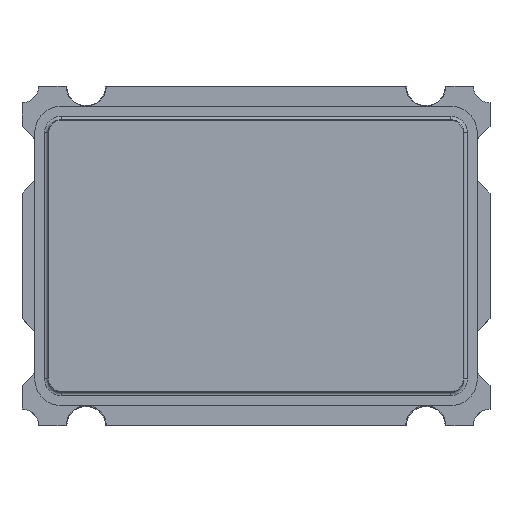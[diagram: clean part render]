
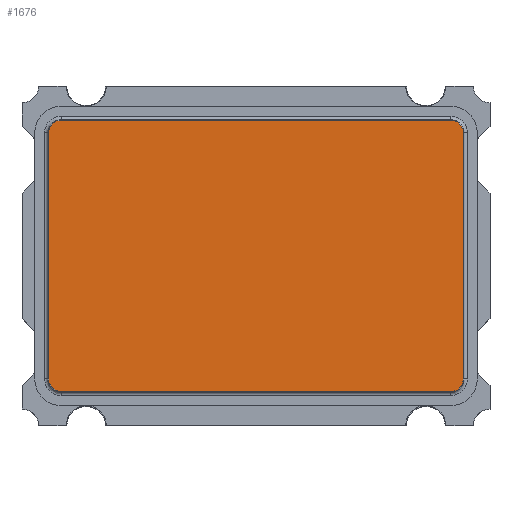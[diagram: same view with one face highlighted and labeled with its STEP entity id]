
A CAD part, top view. The second image highlights one B-rep face of the part: STEP entity #1676.
In plain terms, the highlighted planar face has unit normal (0, 0, 1).
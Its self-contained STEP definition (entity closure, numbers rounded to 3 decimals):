
#3 = CARTESIAN_POINT ( 'NONE',  ( 0.4, 0.7, 1.8 ) ) ;
#35 = EDGE_CURVE ( 'NONE', #3315, #2124, #4312, .T. ) ;
#54 = CARTESIAN_POINT ( 'NONE',  ( 0.39, 0.5, 1.8 ) ) ;
#56 = ORIENTED_EDGE ( 'NONE', *, *, #35, .F. ) ;
#107 = CARTESIAN_POINT ( 'NONE',  ( 0.4, 4.491, 1.8 ) ) ;
#119 = VERTEX_POINT ( 'NONE', #3513 ) ;
#162 = VERTEX_POINT ( 'NONE', #1254 ) ;
#249 = EDGE_CURVE ( 'NONE', #2124, #119, #4569, .T. ) ;
#260 = CARTESIAN_POINT ( 'NONE',  ( 6.6, 4.38, 1.8 ) ) ;
#363 = ORIENTED_EDGE ( 'NONE', *, *, #5236, .F. ) ;
#370 = DIRECTION ( 'NONE',  ( 1., 0., 0. ) ) ;
#409 = VECTOR ( 'NONE', #2473, 1000. ) ;
#420 =( BOUNDED_CURVE ( )  B_SPLINE_CURVE ( 3, ( #5042, #107, #503, #5105 ),
 .UNSPECIFIED., .F., .F. ) 
 B_SPLINE_CURVE_WITH_KNOTS ( ( 4, 4 ),
 ( 0., 1. ),
 .UNSPECIFIED. ) 
 CURVE ( )  GEOMETRIC_REPRESENTATION_ITEM ( )  RATIONAL_B_SPLINE_CURVE ( ( 1., 0.805, 0.805, 1. ) ) 
 REPRESENTATION_ITEM ( '' )  );
#465 = ORIENTED_EDGE ( 'NONE', *, *, #249, .F. ) ;
#503 = CARTESIAN_POINT ( 'NONE',  ( 0.479, 4.57, 1.8 ) ) ;
#656 = EDGE_CURVE ( 'NONE', #1464, #1013, #4852, .T. ) ;
#694 = CARTESIAN_POINT ( 'NONE',  ( 6.41, 4.57, 1.8 ) ) ;
#705 = CARTESIAN_POINT ( 'NONE',  ( 6.6, 4.38, 1.8 ) ) ;
#850 = EDGE_CURVE ( 'NONE', #162, #2185, #2618, .T. ) ;
#885 = DIRECTION ( 'NONE',  ( 1., 0., 0. ) ) ;
#921 = EDGE_LOOP ( 'NONE', ( #465, #56, #1111, #1519, #1529, #2617, #1334, #363 ) ) ;
#1013 = VERTEX_POINT ( 'NONE', #2973 ) ;
#1079 = CARTESIAN_POINT ( 'NONE',  ( 6.6, 4.38, 1.8 ) ) ;
#1111 = ORIENTED_EDGE ( 'NONE', *, *, #2298, .F. ) ;
#1192 = CARTESIAN_POINT ( 'NONE',  ( 0.479, 0.51, 1.8 ) ) ;
#1228 = DIRECTION ( 'NONE',  ( -1., 0., 0. ) ) ;
#1254 = CARTESIAN_POINT ( 'NONE',  ( 0.59, 4.57, 1.8 ) ) ;
#1334 = ORIENTED_EDGE ( 'NONE', *, *, #850, .F. ) ;
#1348 = CARTESIAN_POINT ( 'NONE',  ( 6.41, 0.51, 1.8 ) ) ;
#1464 = VERTEX_POINT ( 'NONE', #1079 ) ;
#1519 = ORIENTED_EDGE ( 'NONE', *, *, #2944, .T. ) ;
#1529 = ORIENTED_EDGE ( 'NONE', *, *, #656, .F. ) ;
#1555 = CARTESIAN_POINT ( 'NONE',  ( 0.59, 4.57, 1.8 ) ) ;
#1556 = CARTESIAN_POINT ( 'NONE',  ( 6.581, 0.602, 1.8 ) ) ;
#1585 = CARTESIAN_POINT ( 'NONE',  ( 0.4, 0.589, 1.8 ) ) ;
#1676 = ADVANCED_FACE ( 'NONE', ( #2193 ), #2083, .T. ) ;
#2026 = CARTESIAN_POINT ( 'NONE',  ( 6.41, 0.51, 1.8 ) ) ;
#2083 = PLANE ( 'NONE',  #2373 ) ;
#2102 = DIRECTION ( 'NONE',  ( 0., 0., 1. ) ) ;
#2119 =( BOUNDED_CURVE ( )  B_SPLINE_CURVE ( 3, ( #694, #3971, #5260, #260 ),
 .UNSPECIFIED., .F., .F. ) 
 B_SPLINE_CURVE_WITH_KNOTS ( ( 4, 4 ),
 ( 0., 1. ),
 .UNSPECIFIED. ) 
 CURVE ( )  GEOMETRIC_REPRESENTATION_ITEM ( )  RATIONAL_B_SPLINE_CURVE ( ( 1., 0.805, 0.805, 1. ) ) 
 REPRESENTATION_ITEM ( '' )  );
#2124 = VERTEX_POINT ( 'NONE', #4032 ) ;
#2185 = VERTEX_POINT ( 'NONE', #4810 ) ;
#2193 = FACE_OUTER_BOUND ( 'NONE', #921, .T. ) ;
#2298 = EDGE_CURVE ( 'NONE', #3408, #3315, #4480, .T. ) ;
#2343 = CARTESIAN_POINT ( 'NONE',  ( 6.6, 0.7, 1.8 ) ) ;
#2373 = AXIS2_PLACEMENT_3D ( 'NONE', #54, #2102, #885 ) ;
#2473 = DIRECTION ( 'NONE',  ( 0., 1., 0. ) ) ;
#2617 = ORIENTED_EDGE ( 'NONE', *, *, #4366, .F. ) ;
#2618 = LINE ( 'NONE', #1555, #4844 ) ;
#2944 = EDGE_CURVE ( 'NONE', #3408, #1013, #3061, .T. ) ;
#2973 = CARTESIAN_POINT ( 'NONE',  ( 6.6, 0.7, 1.8 ) ) ;
#3061 = B_SPLINE_CURVE_WITH_KNOTS ( 'NONE', 3,
 ( #1348, #4626, #4029, #1556, #3170, #2343 ),
 .UNSPECIFIED., .F., .F.,
 ( 4, 2, 4 ),
 ( 0., 0.5, 1. ),
 .UNSPECIFIED. ) ;
#3170 = CARTESIAN_POINT ( 'NONE',  ( 6.6, 0.647, 1.8 ) ) ;
#3269 = CARTESIAN_POINT ( 'NONE',  ( 0.59, 0.51, 1.8 ) ) ;
#3315 = VERTEX_POINT ( 'NONE', #3945 ) ;
#3408 = VERTEX_POINT ( 'NONE', #4408 ) ;
#3513 = CARTESIAN_POINT ( 'NONE',  ( 0.4, 4.38, 1.8 ) ) ;
#3611 = VECTOR ( 'NONE', #4785, 1000. ) ;
#3710 = VECTOR ( 'NONE', #1228, 1000. ) ;
#3945 = CARTESIAN_POINT ( 'NONE',  ( 0.59, 0.51, 1.8 ) ) ;
#3971 = CARTESIAN_POINT ( 'NONE',  ( 6.521, 4.57, 1.8 ) ) ;
#4029 = CARTESIAN_POINT ( 'NONE',  ( 6.508, 0.529, 1.8 ) ) ;
#4032 = CARTESIAN_POINT ( 'NONE',  ( 0.4, 0.7, 1.8 ) ) ;
#4312 =( BOUNDED_CURVE ( )  B_SPLINE_CURVE ( 3, ( #3269, #1192, #1585, #4468 ),
 .UNSPECIFIED., .F., .F. ) 
 B_SPLINE_CURVE_WITH_KNOTS ( ( 4, 4 ),
 ( 0., 1. ),
 .UNSPECIFIED. ) 
 CURVE ( )  GEOMETRIC_REPRESENTATION_ITEM ( )  RATIONAL_B_SPLINE_CURVE ( ( 1., 0.805, 0.805, 1. ) ) 
 REPRESENTATION_ITEM ( '' )  );
#4366 = EDGE_CURVE ( 'NONE', #2185, #1464, #2119, .T. ) ;
#4408 = CARTESIAN_POINT ( 'NONE',  ( 6.41, 0.51, 1.8 ) ) ;
#4468 = CARTESIAN_POINT ( 'NONE',  ( 0.4, 0.7, 1.8 ) ) ;
#4480 = LINE ( 'NONE', #2026, #3710 ) ;
#4569 = LINE ( 'NONE', #3, #409 ) ;
#4626 = CARTESIAN_POINT ( 'NONE',  ( 6.463, 0.51, 1.8 ) ) ;
#4785 = DIRECTION ( 'NONE',  ( 0., -1., 0. ) ) ;
#4810 = CARTESIAN_POINT ( 'NONE',  ( 6.41, 4.57, 1.8 ) ) ;
#4844 = VECTOR ( 'NONE', #370, 1000. ) ;
#4852 = LINE ( 'NONE', #705, #3611 ) ;
#5042 = CARTESIAN_POINT ( 'NONE',  ( 0.4, 4.38, 1.8 ) ) ;
#5105 = CARTESIAN_POINT ( 'NONE',  ( 0.59, 4.57, 1.8 ) ) ;
#5236 = EDGE_CURVE ( 'NONE', #119, #162, #420, .T. ) ;
#5260 = CARTESIAN_POINT ( 'NONE',  ( 6.6, 4.491, 1.8 ) ) ;
